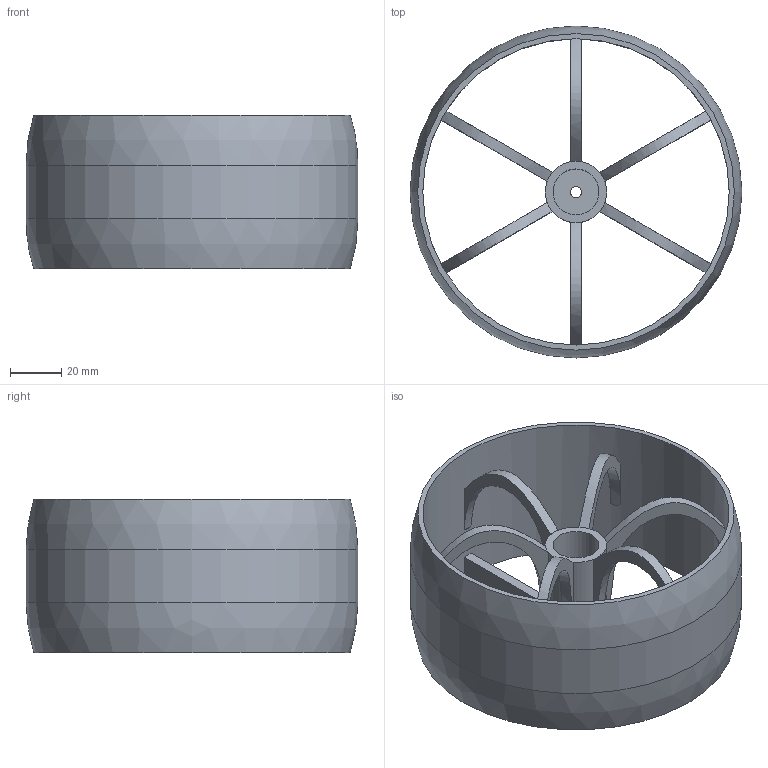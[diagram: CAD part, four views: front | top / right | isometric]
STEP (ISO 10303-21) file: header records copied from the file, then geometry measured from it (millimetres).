
FILE_DESCRIPTION(/* description */ (''),/* implementation_level */ '2;1');
FILE_NAME(/* name */ 'Wheel v5.stp',/* time_stamp */ '2020-12-11T16:29:15+01:00',/* author */ (''),/* organization */ (''),/* preprocessor_version */ 'ST-DEVELOPER v18.1',/* originating_system */ 'Autodesk Translation Framework v9.7.1.1290',/* authorisation */ '');
FILE_SCHEMA (('AUTOMOTIVE_DESIGN { 1 0 10303 214 3 1 1 }'));
Length unit declared in the file: millimetre
Products named in the file (1): Wheel
Bounding box: 130 x 130 x 60 mm (x, y, z)
Volume: 134753.1 mm3; surface area: 69800.6 mm2
Topology: 1 solids, 1 shells, 53 faces, 191 edges, 131 vertices
Faces by surface type: plane 29, bspline 12, cylinder 10, sphere 2
Full cylindrical faces by diameter (mm): 4.5 x1, 18 x1, 120 x1, 130 x1
Entity records: 2759 total; most frequent: CARTESIAN_POINT 1168, ORIENTED_EDGE 382, DIRECTION 264, EDGE_CURVE 191, VERTEX_POINT 131, LINE 106, VECTOR 106, AXIS2_PLACEMENT_3D 79
